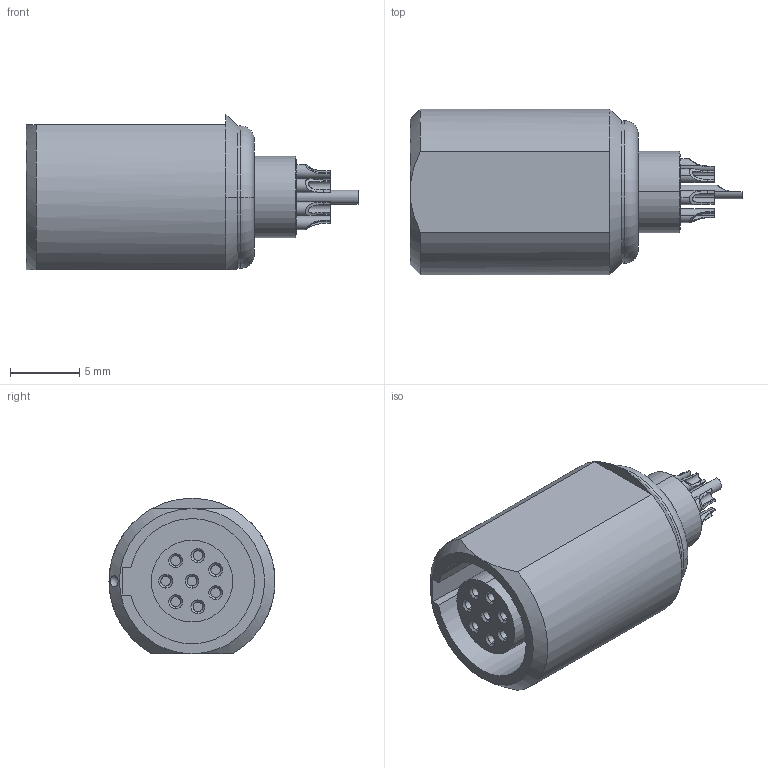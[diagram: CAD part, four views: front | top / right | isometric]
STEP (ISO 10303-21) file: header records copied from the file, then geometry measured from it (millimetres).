
FILE_DESCRIPTION((''),'2;1');
FILE_NAME('G51L0C-P08L','2014-02-04T',('RTrager'),(''),'PRO/ENGINEER BY PARAMETRIC TECHNOLOGY CORPORATION, 2013050','PRO/ENGINEER BY PARAMETRIC TECHNOLOGY CORPORATION, 2013050','');
FILE_SCHEMA(('CONFIG_CONTROL_DESIGN'));
Length unit declared in the file: millimetre
Products named in the file (1): G51L0C-P08L
Bounding box: 24 x 12 x 11.25 mm (x, y, z)
Volume: 1317.7 mm3; surface area: 1618 mm2
Topology: 1 solids, 1 shells, 152 faces, 363 edges, 232 vertices
Faces by surface type: cylinder 72, plane 42, cone 20, torus 9, bspline 8, sphere 1
Entity records: 5556 total; most frequent: CARTESIAN_POINT 1953, DIRECTION 773, ORIENTED_EDGE 722, EDGE_CURVE 361, AXIS2_PLACEMENT_3D 315, VERTEX_POINT 232, EDGE_LOOP 173, CIRCLE 171
